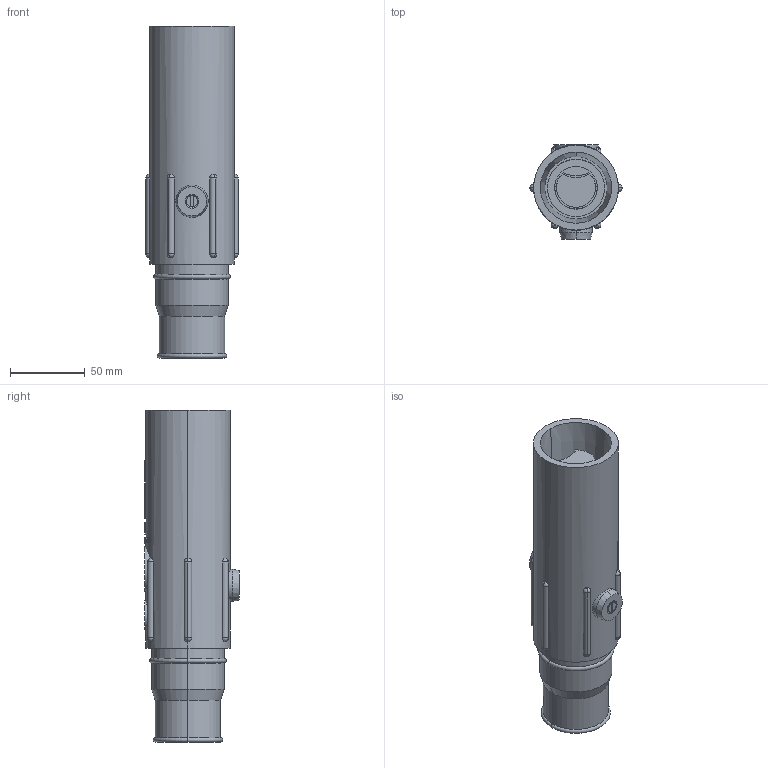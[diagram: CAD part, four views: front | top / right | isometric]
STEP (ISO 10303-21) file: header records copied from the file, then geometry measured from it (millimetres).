
FILE_DESCRIPTION (( 'STEP AP214' ), '1' );
FILE_NAME ('CATSTD-17D22-000.STEP', '2020-05-18T15:51:46', ( '' ), ( '' ), 'SwSTEP 2.0', 'SolidWorks 2017', '' );
FILE_SCHEMA (( 'AUTOMOTIVE_DESIGN' ));
Length unit declared in the file: inch
Products named in the file (1): CATSTD-17D22-000
Bounding box: 61.72 x 63.37 x 222.25 mm (x, y, z)
Volume: 356837.2 mm3; surface area: 75707.1 mm2
Topology: 1 solids, 2 shells, 265 faces, 668 edges, 430 vertices
Faces by surface type: plane 110, cylinder 86, bspline 31, torus 30, cone 8
Entity records: 10329 total; most frequent: CARTESIAN_POINT 4150, ORIENTED_EDGE 1336, DIRECTION 1204, EDGE_CURVE 668, AXIS2_PLACEMENT_3D 461, VERTEX_POINT 430, EDGE_LOOP 290, VECTOR 282
